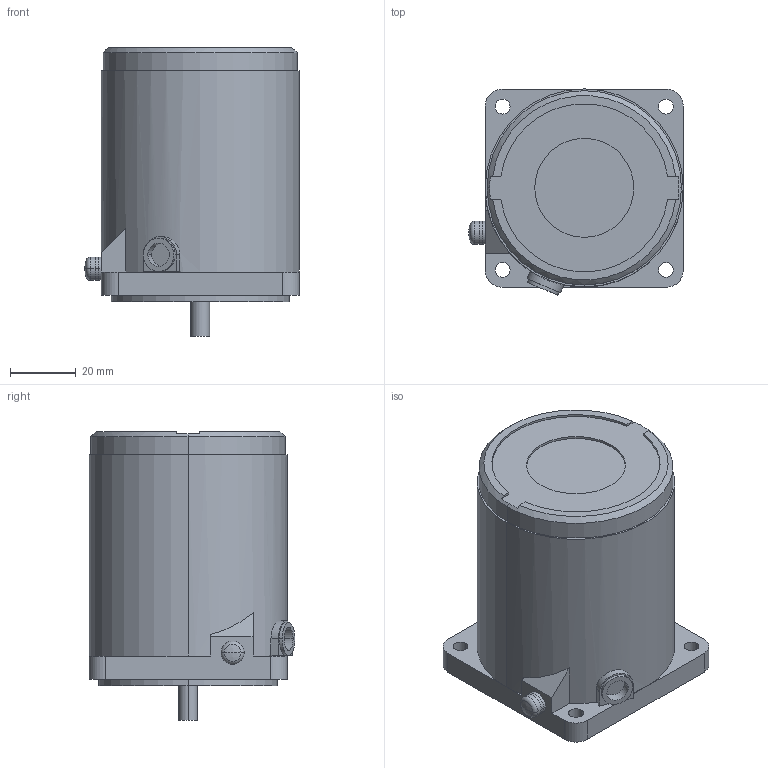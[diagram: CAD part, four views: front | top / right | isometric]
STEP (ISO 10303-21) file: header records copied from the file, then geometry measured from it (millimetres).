
FILE_DESCRIPTION(('FreeCAD Model'),'2;1');
FILE_NAME('Open CASCADE Shape Model','2025-04-13T14:22:15',(''),(''), 'Open CASCADE STEP processor 7.6','FreeCAD','Unknown');
FILE_SCHEMA(('AUTOMOTIVE_DESIGN { 1 0 10303 214 1 1 1 1 }'));
Length unit declared in the file: millimetre
Products named in the file (2): A443A002; A443A001
Assembly tree (1 placements, depth 2):
  A443A002
    A443A001
Bounding box: 65 x 62.4 x 87.5 mm (x, y, z)
Volume: 214778.2 mm3; surface area: 23592.1 mm2
Topology: 1 solids, 2 shells, 108 faces, 269 edges, 174 vertices
Faces by surface type: cylinder 68, plane 34, torus 2, sphere 2, cone 2
Entity records: 3372 total; most frequent: DIRECTION 631, CARTESIAN_POINT 609, ORIENTED_EDGE 538, EDGE_CURVE 269, AXIS2_PLACEMENT_3D 258, VERTEX_POINT 174, CIRCLE 148, FACE_BOUND 126
